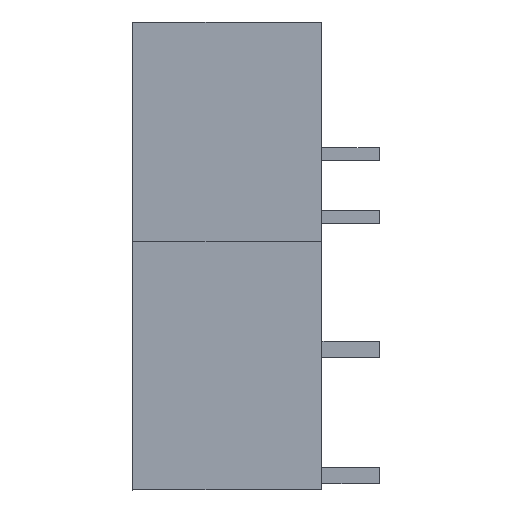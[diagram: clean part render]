
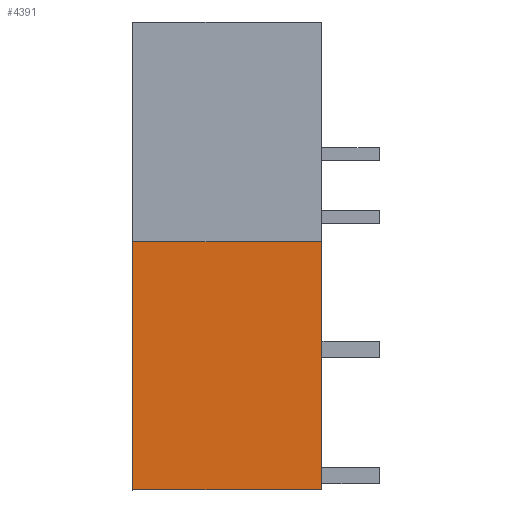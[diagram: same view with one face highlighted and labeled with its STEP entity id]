
A CAD part, left-side view. The second image highlights one B-rep face of the part: STEP entity #4391.
In plain terms, the highlighted planar face has unit normal (-1, 0, 0).
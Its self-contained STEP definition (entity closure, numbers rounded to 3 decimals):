
#4378=AXIS2_PLACEMENT_3D('Plane Axis2P3D',#4375,#4376,#4377) ;
#424=CARTESIAN_POINT('Vertex',(8.59,3.5,15.)) ;
#427=CARTESIAN_POINT('Line Origine',(8.59,3.5,7.5)) ;
#431=CARTESIAN_POINT('Vertex',(8.59,3.5,0.)) ;
#1749=CARTESIAN_POINT('Vertex',(8.59,14.9,0.)) ;
#1752=CARTESIAN_POINT('Line Origine',(8.59,14.9,7.5)) ;
#1756=CARTESIAN_POINT('Vertex',(8.59,14.9,15.)) ;
#4331=CARTESIAN_POINT('Line Origine',(8.59,9.2,15.)) ;
#4375=CARTESIAN_POINT('Axis2P3D Location',(8.59,3.6,12.5)) ;
#4380=CARTESIAN_POINT('Line Origine',(8.59,9.2,0.)) ;
#428=DIRECTION('Vector Direction',(0.,0.,-1.)) ;
#1753=DIRECTION('Vector Direction',(0.,0.,-1.)) ;
#4332=DIRECTION('Vector Direction',(0.,1.,0.)) ;
#4376=DIRECTION('Axis2P3D Direction',(1.,0.,0.)) ;
#4377=DIRECTION('Axis2P3D XDirection',(0.,1.,0.)) ;
#4381=DIRECTION('Vector Direction',(0.,1.,0.)) ;
#429=VECTOR('Line Direction',#428,1.) ;
#1754=VECTOR('Line Direction',#1753,1.) ;
#4333=VECTOR('Line Direction',#4332,1.) ;
#4382=VECTOR('Line Direction',#4381,1.) ;
#4386=ORIENTED_EDGE('',*,*,#4384,.F.) ;
#4387=ORIENTED_EDGE('',*,*,#433,.F.) ;
#4388=ORIENTED_EDGE('',*,*,#4335,.T.) ;
#4389=ORIENTED_EDGE('',*,*,#1758,.T.) ;
#4391=ADVANCED_FACE('HOUSING',(#4390),#4379,.F.) ;
#433=EDGE_CURVE('',#425,#432,#430,.T.) ;
#1758=EDGE_CURVE('',#1757,#1750,#1755,.T.) ;
#4335=EDGE_CURVE('',#425,#1757,#4334,.T.) ;
#4384=EDGE_CURVE('',#432,#1750,#4383,.T.) ;
#4385=EDGE_LOOP('',(#4386,#4387,#4388,#4389)) ;
#4390=FACE_OUTER_BOUND('',#4385,.T.) ;
#430=LINE('Line',#427,#429) ;
#1755=LINE('Line',#1752,#1754) ;
#4334=LINE('Line',#4331,#4333) ;
#4383=LINE('Line',#4380,#4382) ;
#4379=PLANE('',#4378) ;
#425=VERTEX_POINT('',#424) ;
#432=VERTEX_POINT('',#431) ;
#1750=VERTEX_POINT('',#1749) ;
#1757=VERTEX_POINT('',#1756) ;
